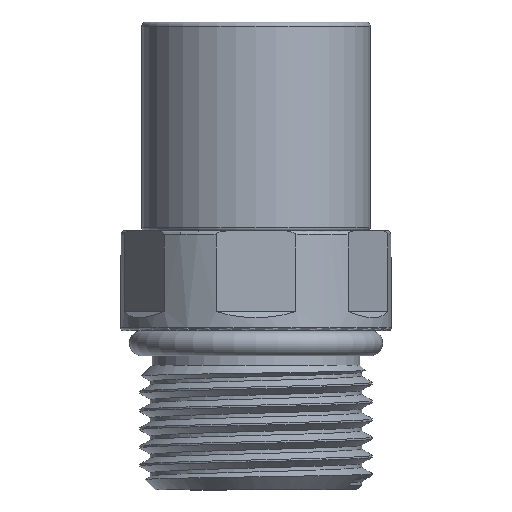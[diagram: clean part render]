
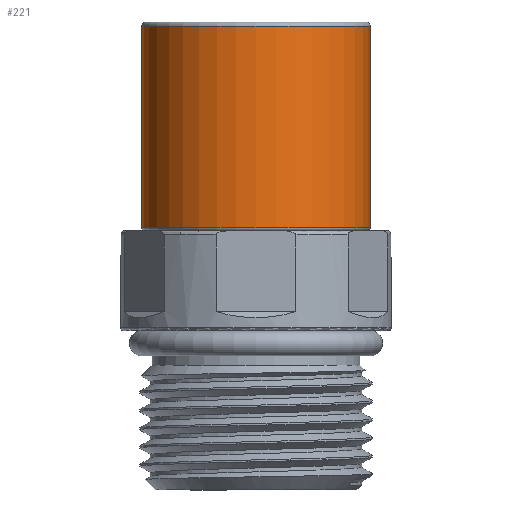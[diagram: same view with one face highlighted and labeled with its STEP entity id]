
A CAD part, front view. The second image highlights one B-rep face of the part: STEP entity #221.
In plain terms, the highlighted cylindrical face has radius 13.25 mm (diameter 26.5 mm), a full revolution.
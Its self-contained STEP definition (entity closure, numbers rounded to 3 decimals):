
#180=CARTESIAN_POINT('',(0.,-53.,-28.8));
#181=DIRECTION('',(-1.,0.,0.));
#182=DIRECTION('',(0.,0.,-1.));
#183=AXIS2_PLACEMENT_3D('',#180,#182,#181);
#184=CYLINDRICAL_SURFACE('',#183,13.25);
#185=CARTESIAN_POINT('',(-13.25,-53.,-28.8));
#186=VERTEX_POINT('',#185);
#187=CARTESIAN_POINT('',(0.,-53.,-28.8));
#188=DIRECTION('',(-1.,0.,0.));
#189=DIRECTION('',(0.,0.,-1.));
#190=AXIS2_PLACEMENT_3D('',#187,#189,#188);
#191=CIRCLE('',#190,13.25);
#192=EDGE_CURVE('',#186,#186,#191,.T.);
#193=ORIENTED_EDGE('E6562',*,*,#192,.T.);
#194=CARTESIAN_POINT('',(-13.25,-53.,-52.2));
#195=VERTEX_POINT('',#194);
#196=CARTESIAN_POINT('',(-13.25,-53.,-28.8));
#197=DIRECTION('',(0.,0.,-1.));
#198=VECTOR('',#197,23.4);
#199=LINE('',#196,#198);
#200=EDGE_CURVE('',#186,#195,#199,.T.);
#201=ORIENTED_EDGE('E6563',*,*,#200,.T.);
#202=CARTESIAN_POINT('',(13.25,-53.,-52.2));
#203=VERTEX_POINT('',#202);
#204=CARTESIAN_POINT('',(0.,-53.,-52.2));
#205=DIRECTION('',(-1.,0.,0.));
#206=DIRECTION('',(0.,0.,1.));
#207=AXIS2_PLACEMENT_3D('',#204,#206,#205);
#208=CIRCLE('',#207,13.25);
#209=EDGE_CURVE('',#195,#203,#208,.T.);
#210=ORIENTED_EDGE('E6564',*,*,#209,.T.);
#211=CARTESIAN_POINT('',(0.,-53.,-52.2));
#212=DIRECTION('',(1.,0.,0.));
#213=DIRECTION('',(0.,0.,1.));
#214=AXIS2_PLACEMENT_3D('',#211,#213,#212);
#215=CIRCLE('',#214,13.25);
#216=EDGE_CURVE('',#203,#195,#215,.T.);
#217=ORIENTED_EDGE('E6565',*,*,#216,.T.);
#218=ORIENTED_EDGE('E6565',*,*,#200,.F.);
#219=EDGE_LOOP('',(#193,#201,#210,#217,#218));
#220=FACE_OUTER_BOUND('',#219,.T.);
#221=ADVANCED_FACE('F2513',(#220),#184,.T.);
